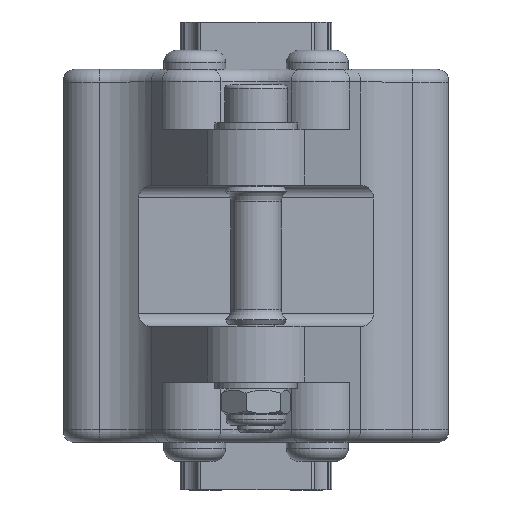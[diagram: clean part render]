
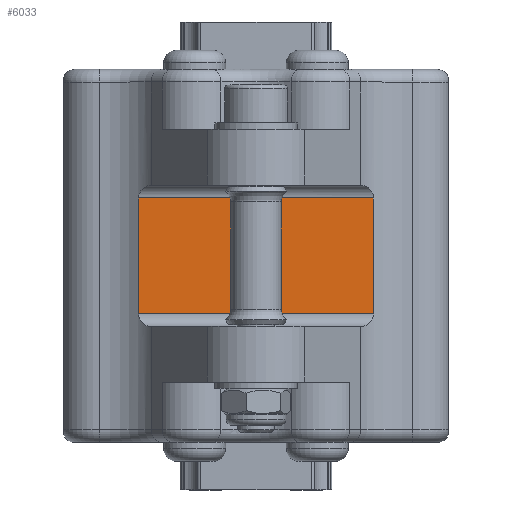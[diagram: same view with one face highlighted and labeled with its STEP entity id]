
A CAD part, top view. The second image highlights one B-rep face of the part: STEP entity #6033.
In plain terms, the highlighted planar face has unit normal (0, 0, 1).
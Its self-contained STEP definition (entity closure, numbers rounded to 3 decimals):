
#206=PLANE('',#6648);
#729=LINE('',#10311,#1162);
#731=LINE('',#10332,#1164);
#733=LINE('',#10349,#1166);
#734=LINE('',#10350,#1167);
#1162=VECTOR('',#8126,10.);
#1164=VECTOR('',#8134,10.);
#1166=VECTOR('',#8138,10.);
#1167=VECTOR('',#8139,10.);
#1470=FACE_OUTER_BOUND('',#1829,.T.);
#1829=EDGE_LOOP('',(#4959,#4960,#4961,#4962));
#2845=VERTEX_POINT('',#10297);
#2846=VERTEX_POINT('',#10310);
#2850=VERTEX_POINT('',#10331);
#2852=VERTEX_POINT('',#10348);
#3625=EDGE_CURVE('',#2846,#2845,#729,.T.);
#3630=EDGE_CURVE('',#2850,#2846,#731,.T.);
#3633=EDGE_CURVE('',#2852,#2845,#733,.T.);
#3634=EDGE_CURVE('',#2850,#2852,#734,.T.);
#4959=ORIENTED_EDGE('',*,*,#3625,.T.);
#4960=ORIENTED_EDGE('',*,*,#3633,.F.);
#4961=ORIENTED_EDGE('',*,*,#3634,.F.);
#4962=ORIENTED_EDGE('',*,*,#3630,.T.);
#6033=ADVANCED_FACE('',(#1470),#206,.F.);
#6648=AXIS2_PLACEMENT_3D('',#10347,#8136,#8137);
#8126=DIRECTION('',(0.,-1.,0.));
#8134=DIRECTION('',(-1.,0.,0.));
#8136=DIRECTION('center_axis',(0.,0.,
-1.));
#8137=DIRECTION('ref_axis',(0.,1.,0.));
#8138=DIRECTION('',(-1.,0.,0.));
#8139=DIRECTION('',(0.,-1.,0.));
#10297=CARTESIAN_POINT('',(-18.585,-9.15,10.817));
#10310=CARTESIAN_POINT('',(-18.585,9.15,10.817));
#10311=CARTESIAN_POINT('',(-18.585,0.,10.817));
#10331=CARTESIAN_POINT('',(18.585,9.15,10.817));
#10332=CARTESIAN_POINT('',(0.,9.15,10.817));
#10347=CARTESIAN_POINT('Origin',(0.,-9.15,
10.817));
#10348=CARTESIAN_POINT('',(18.585,-9.15,10.817));
#10349=CARTESIAN_POINT('',(0.,-9.15,10.817));
#10350=CARTESIAN_POINT('',(18.585,0.,10.817));
